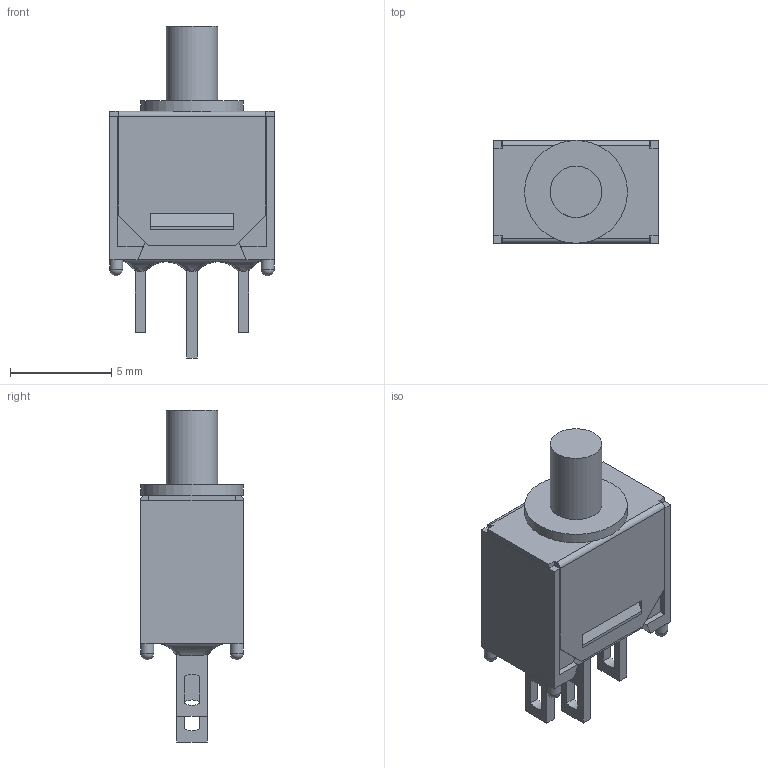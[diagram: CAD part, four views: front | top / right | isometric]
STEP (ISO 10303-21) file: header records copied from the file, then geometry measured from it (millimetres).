
FILE_DESCRIPTION(/* description */ (''),/* implementation_level */ '2;1');
FILE_NAME(/* name */ '800SPxB10M1xE.stp',/* time_stamp */ '2021-03-16T12:08:29-05:00',/* author */ ('mwilliams'),/* organization */ (''),/* preprocessor_version */ 'ST-DEVELOPER v18',/* originating_system */ 'Autodesk Inventor 2020',/* authorisation */ '');
FILE_SCHEMA (('AUTOMOTIVE_DESIGN { 1 0 10303 214 3 1 1 }'));
Length unit declared in the file: inch
Products named in the file (1): T822022_Shrinkwrap_1
Bounding box: 8.13 x 5.08 x 16.4 mm (x, y, z)
Volume: 207.5 mm3; surface area: 867.6 mm2
Topology: 5 solids, 5 shells, 133 faces, 357 edges, 232 vertices
Faces by surface type: plane 100, cylinder 21, bspline 8, sphere 4
Full cylindrical faces by diameter (mm): 0.65 x4, 2.54 x2, 5.08 x1
Entity records: 4639 total; most frequent: CARTESIAN_POINT 1332, ORIENTED_EDGE 706, DIRECTION 611, EDGE_CURVE 353, LINE 263, VECTOR 263, VERTEX_POINT 232, AXIS2_PLACEMENT_3D 174
